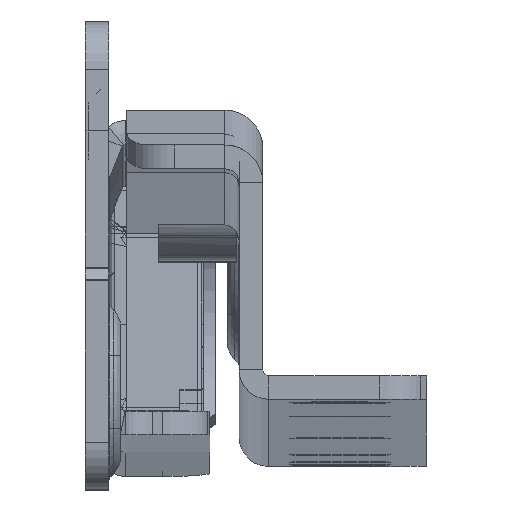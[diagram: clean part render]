
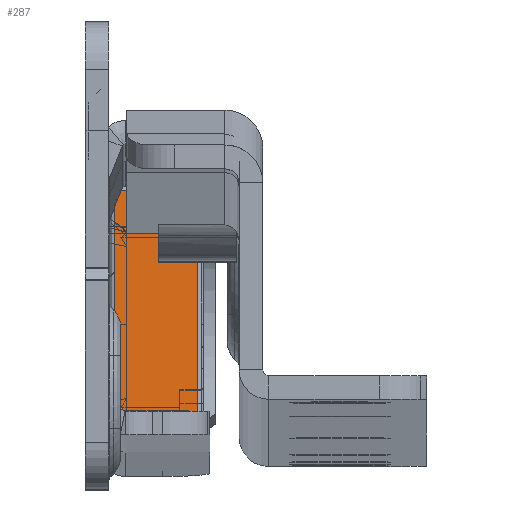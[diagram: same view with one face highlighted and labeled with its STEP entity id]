
A CAD part, top view. The second image highlights one B-rep face of the part: STEP entity #287.
In plain terms, the highlighted face is planar.
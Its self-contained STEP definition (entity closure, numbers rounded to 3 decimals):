
#287 = ADVANCED_FACE ( 'NONE', ( #12939 ), #6939, .T. ) ;
#394 = CARTESIAN_POINT ( 'NONE',  ( 0., -11., 0.5 ) ) ;
#652 = VECTOR ( 'NONE', #10535, 1000. ) ;
#994 = VERTEX_POINT ( 'NONE', #2900 ) ;
#1044 = DIRECTION ( 'NONE',  ( 0., 0., -1. ) ) ;
#1074 = CARTESIAN_POINT ( 'NONE',  ( 0., -11., 7.5 ) ) ;
#1864 = ORIENTED_EDGE ( 'NONE', *, *, #8613, .T. ) ;
#2008 = VERTEX_POINT ( 'NONE', #8431 ) ;
#2102 = ORIENTED_EDGE ( 'NONE', *, *, #8942, .T. ) ;
#2233 = LINE ( 'NONE', #394, #652 ) ;
#2270 = CARTESIAN_POINT ( 'NONE',  ( 0., 11., 8. ) ) ;
#2499 = EDGE_CURVE ( 'NONE', #9446, #3358, #6906, .T. ) ;
#2861 = EDGE_CURVE ( 'NONE', #9446, #994, #12177, .T. ) ;
#2895 = DIRECTION ( 'NONE',  ( 0., 0., -1. ) ) ;
#2900 = CARTESIAN_POINT ( 'NONE',  ( 0., 11., 7.5 ) ) ;
#3306 = ORIENTED_EDGE ( 'NONE', *, *, #2499, .F. ) ;
#3358 = VERTEX_POINT ( 'NONE', #3581 ) ;
#3581 = CARTESIAN_POINT ( 'NONE',  ( 0., -11., 0.5 ) ) ;
#4027 = LINE ( 'NONE', #2270, #5728 ) ;
#5728 = VECTOR ( 'NONE', #1044, 1000. ) ;
#5959 = DIRECTION ( 'NONE',  ( -1., 0., 0. ) ) ;
#6010 = ORIENTED_EDGE ( 'NONE', *, *, #2861, .T. ) ;
#6653 = VECTOR ( 'NONE', #2895, 1000. ) ;
#6906 = LINE ( 'NONE', #7686, #6653 ) ;
#6939 = PLANE ( 'NONE',  #9978 ) ;
#7192 = CARTESIAN_POINT ( 'NONE',  ( 0., -11., 7.5 ) ) ;
#7686 = CARTESIAN_POINT ( 'NONE',  ( 0., -11., 8. ) ) ;
#7994 = DIRECTION ( 'NONE',  ( 0., 0., 1. ) ) ;
#8071 = VECTOR ( 'NONE', #9060, 1000. ) ;
#8431 = CARTESIAN_POINT ( 'NONE',  ( 0., 11., 0.5 ) ) ;
#8613 = EDGE_CURVE ( 'NONE', #2008, #3358, #2233, .T. ) ;
#8942 = EDGE_CURVE ( 'NONE', #994, #2008, #4027, .T. ) ;
#8986 = EDGE_LOOP ( 'NONE', ( #2102, #1864, #3306, #6010 ) ) ;
#9060 = DIRECTION ( 'NONE',  ( 0., 1., 0. ) ) ;
#9446 = VERTEX_POINT ( 'NONE', #1074 ) ;
#9978 = AXIS2_PLACEMENT_3D ( 'NONE', #10960, #5959, #7994 ) ;
#10535 = DIRECTION ( 'NONE',  ( 0., -1., 0. ) ) ;
#10960 = CARTESIAN_POINT ( 'NONE',  ( 0., -11., 8. ) ) ;
#12177 = LINE ( 'NONE', #7192, #8071 ) ;
#12939 = FACE_OUTER_BOUND ( 'NONE', #8986, .T. ) ;
